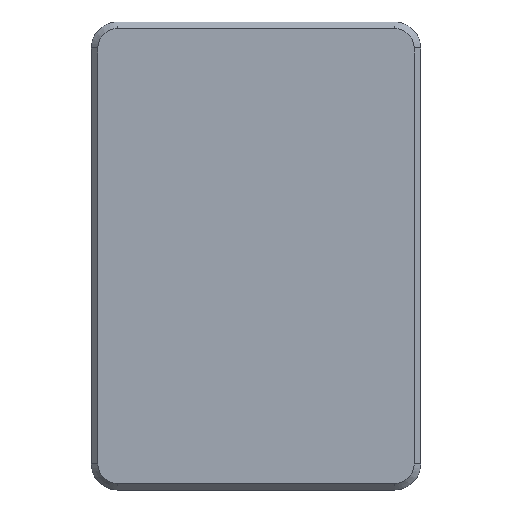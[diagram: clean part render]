
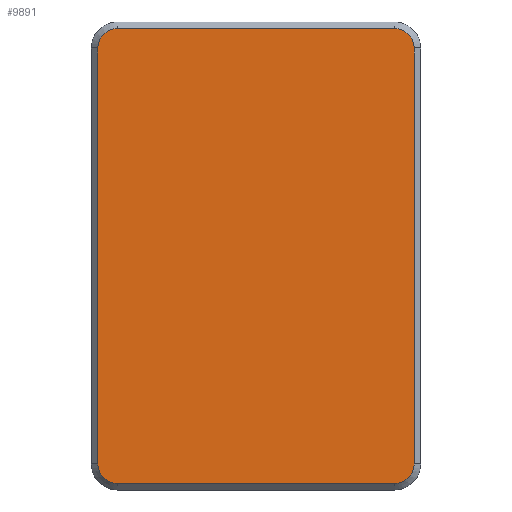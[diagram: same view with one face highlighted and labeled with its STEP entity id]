
A CAD part, top view. The second image highlights one B-rep face of the part: STEP entity #9891.
In plain terms, the highlighted planar face has unit normal (0, 0, 1).
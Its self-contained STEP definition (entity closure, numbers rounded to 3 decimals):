
#436 = CARTESIAN_POINT ( 'NONE',  ( -5., -5., 3.5 ) ) ;
#496 = CARTESIAN_POINT ( 'NONE',  ( -5., -27.5, 3.5 ) ) ;
#802 = VERTEX_POINT ( 'NONE', #46708 ) ;
#1127 = CARTESIAN_POINT ( 'NONE',  ( 337.5, -5., 3.5 ) ) ;
#1133 = DIRECTION ( 'NONE',  ( 1., 0., 0. ) ) ;
#1601 = EDGE_CURVE ( 'NONE', #35980, #19433, #6805, .T. ) ;
#2196 = VERTEX_POINT ( 'NONE', #496 ) ;
#2404 = AXIS2_PLACEMENT_3D ( 'NONE', #436, #23049, #8612 ) ;
#3385 = CARTESIAN_POINT ( 'NONE',  ( -27.5, 475., 3.5 ) ) ;
#3436 = VERTEX_POINT ( 'NONE', #40223 ) ;
#4394 = CARTESIAN_POINT ( 'NONE',  ( -5., -27.5, 3.5 ) ) ;
#4687 = DIRECTION ( 'NONE',  ( 0., 0., 1. ) ) ;
#5850 = ORIENTED_EDGE ( 'NONE', *, *, #43920, .T. ) ;
#6805 = CIRCLE ( 'NONE', #19055, 22.5 ) ;
#7261 = EDGE_CURVE ( 'NONE', #19433, #802, #18626, .T. ) ;
#7399 = ORIENTED_EDGE ( 'NONE', *, *, #7261, .T. ) ;
#8612 = DIRECTION ( 'NONE',  ( 1., 0., 0. ) ) ;
#8834 = FACE_OUTER_BOUND ( 'NONE', #27862, .T. ) ;
#8977 = VECTOR ( 'NONE', #37148, 1000. ) ;
#9833 = DIRECTION ( 'NONE',  ( 0., 0., 1. ) ) ;
#9891 = ADVANCED_FACE ( 'NONE', ( #8834 ), #16048, .T. ) ;
#10156 = VERTEX_POINT ( 'NONE', #43692 ) ;
#10421 = DIRECTION ( 'NONE',  ( 0., 1., 0. ) ) ;
#10927 = AXIS2_PLACEMENT_3D ( 'NONE', #30000, #23506, #15562 ) ;
#13916 = VERTEX_POINT ( 'NONE', #3385 ) ;
#14878 = VECTOR ( 'NONE', #14999, 1000. ) ;
#14999 = DIRECTION ( 'NONE',  ( 1., 0., 0. ) ) ;
#15495 = CARTESIAN_POINT ( 'NONE',  ( 315., 497.5, 3.5 ) ) ;
#15562 = DIRECTION ( 'NONE',  ( 1., 0., 0. ) ) ;
#15765 = EDGE_CURVE ( 'NONE', #10156, #2196, #19310, .T. ) ;
#16048 = PLANE ( 'NONE',  #30889 ) ;
#16309 = CIRCLE ( 'NONE', #10927, 22.5 ) ;
#17362 = VECTOR ( 'NONE', #10421, 1000. ) ;
#17515 = DIRECTION ( 'NONE',  ( 1., 0., 0. ) ) ;
#18626 = LINE ( 'NONE', #15495, #8977 ) ;
#19055 = AXIS2_PLACEMENT_3D ( 'NONE', #22993, #4687, #45117 ) ;
#19221 = EDGE_CURVE ( 'NONE', #2196, #3436, #26557, .T. ) ;
#19310 = CIRCLE ( 'NONE', #2404, 22.5 ) ;
#19433 = VERTEX_POINT ( 'NONE', #39024 ) ;
#20357 = DIRECTION ( 'NONE',  ( 0., -1., 0. ) ) ;
#22993 = CARTESIAN_POINT ( 'NONE',  ( 315., 475., 3.5 ) ) ;
#23049 = DIRECTION ( 'NONE',  ( 0., 0., 1. ) ) ;
#23506 = DIRECTION ( 'NONE',  ( 0., 0., 1. ) ) ;
#23513 = ORIENTED_EDGE ( 'NONE', *, *, #30586, .T. ) ;
#23717 = CARTESIAN_POINT ( 'NONE',  ( -27.5, 475., 3.5 ) ) ;
#24015 = ORIENTED_EDGE ( 'NONE', *, *, #19221, .T. ) ;
#25005 = VECTOR ( 'NONE', #20357, 1000. ) ;
#25977 = EDGE_CURVE ( 'NONE', #802, #13916, #16309, .T. ) ;
#26477 = CARTESIAN_POINT ( 'NONE',  ( 337.5, 475., 3.5 ) ) ;
#26557 = LINE ( 'NONE', #4394, #14878 ) ;
#27862 = EDGE_LOOP ( 'NONE', ( #36921, #39080, #44123, #24015, #5850, #23513, #41945, #7399 ) ) ;
#28078 = AXIS2_PLACEMENT_3D ( 'NONE', #31483, #9833, #17515 ) ;
#30000 = CARTESIAN_POINT ( 'NONE',  ( -5., 475., 3.5 ) ) ;
#30586 = EDGE_CURVE ( 'NONE', #45621, #35980, #39282, .T. ) ;
#30889 = AXIS2_PLACEMENT_3D ( 'NONE', #45403, #44679, #1133 ) ;
#31483 = CARTESIAN_POINT ( 'NONE',  ( 315., -5., 3.5 ) ) ;
#32063 = CARTESIAN_POINT ( 'NONE',  ( 337.5, -5., 3.5 ) ) ;
#35980 = VERTEX_POINT ( 'NONE', #26477 ) ;
#36921 = ORIENTED_EDGE ( 'NONE', *, *, #25977, .T. ) ;
#37148 = DIRECTION ( 'NONE',  ( -1., 0., 0. ) ) ;
#38314 = EDGE_CURVE ( 'NONE', #13916, #10156, #42477, .T. ) ;
#39024 = CARTESIAN_POINT ( 'NONE',  ( 315., 497.5, 3.5 ) ) ;
#39080 = ORIENTED_EDGE ( 'NONE', *, *, #38314, .T. ) ;
#39282 = LINE ( 'NONE', #32063, #17362 ) ;
#40223 = CARTESIAN_POINT ( 'NONE',  ( 315., -27.5, 3.5 ) ) ;
#41945 = ORIENTED_EDGE ( 'NONE', *, *, #1601, .T. ) ;
#42477 = LINE ( 'NONE', #23717, #25005 ) ;
#43415 = CIRCLE ( 'NONE', #28078, 22.5 ) ;
#43692 = CARTESIAN_POINT ( 'NONE',  ( -27.5, -5., 3.5 ) ) ;
#43920 = EDGE_CURVE ( 'NONE', #3436, #45621, #43415, .T. ) ;
#44123 = ORIENTED_EDGE ( 'NONE', *, *, #15765, .T. ) ;
#44679 = DIRECTION ( 'NONE',  ( 0., 0., 1. ) ) ;
#45117 = DIRECTION ( 'NONE',  ( 1., 0., 0. ) ) ;
#45403 = CARTESIAN_POINT ( 'NONE',  ( -5., 475., 3.5 ) ) ;
#45621 = VERTEX_POINT ( 'NONE', #1127 ) ;
#46708 = CARTESIAN_POINT ( 'NONE',  ( -5., 497.5, 3.5 ) ) ;
